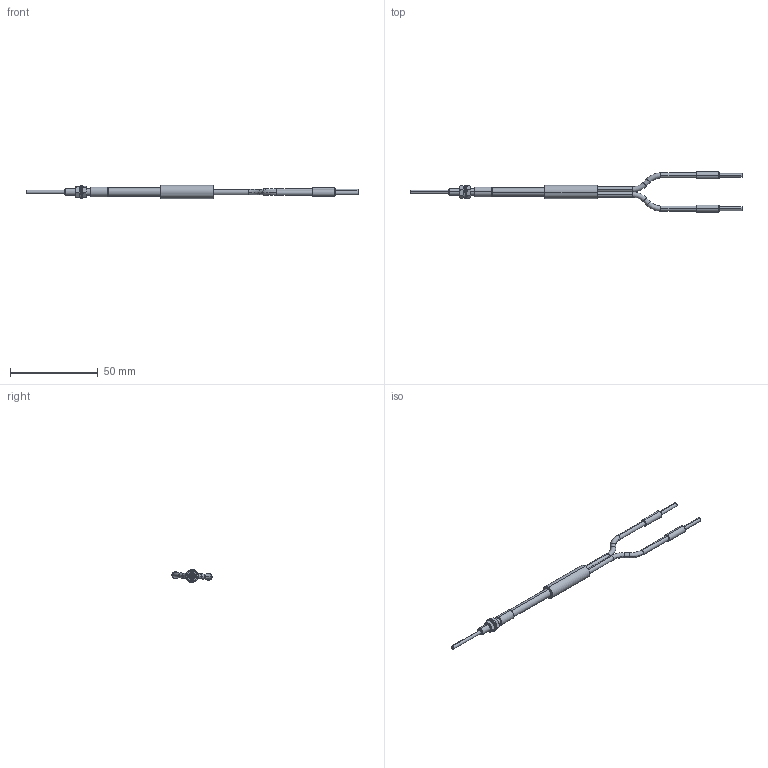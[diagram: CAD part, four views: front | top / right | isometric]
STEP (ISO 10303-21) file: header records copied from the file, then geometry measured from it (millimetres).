
FILE_DESCRIPTION (( 'STEP AP214' ), '1' );
FILE_NAME ('GPF-D030-KT250-3.0.STEP', '2017-11-17T22:41:49', ( '' ), ( '' ), 'SwSTEP 2.0', 'SolidWorks 2018', '' );
FILE_SCHEMA (( 'AUTOMOTIVE_DESIGN' ));
Length unit declared in the file: millimetre
Products named in the file (6): M4WASHER; M4NUT; GPF-D030-KT250-3.0; GPF-D030-KT250-3.0_LENS; GPF-D030-KT250-3.0_HEAD; GPF-D030-KT250-3.0_GLASS FIBER
Assembly tree (7 placements, depth 2):
  GPF-D030-KT250-3.0
    GPF-D030-KT250-3.0_HEAD
    GPF-D030-KT250-3.0_LENS
    M4NUT  x2
    M4WASHER  x2
    GPF-D030-KT250-3.0_GLASS FIBER
Bounding box: 189.6 x 22.94 x 7.49 mm (x, y, z)
Volume: 3634.5 mm3; surface area: 3744.5 mm2
Topology: 7 solids, 7 shells, 110 faces, 230 edges, 144 vertices
Faces by surface type: cylinder 46, plane 36, cone 20, torus 8
Entity records: 2760 total; most frequent: CARTESIAN_POINT 510, DIRECTION 486, ORIENTED_EDGE 372, AXIS2_PLACEMENT_3D 212, EDGE_CURVE 186, VERTEX_POINT 116, CIRCLE 112, EDGE_LOOP 104
